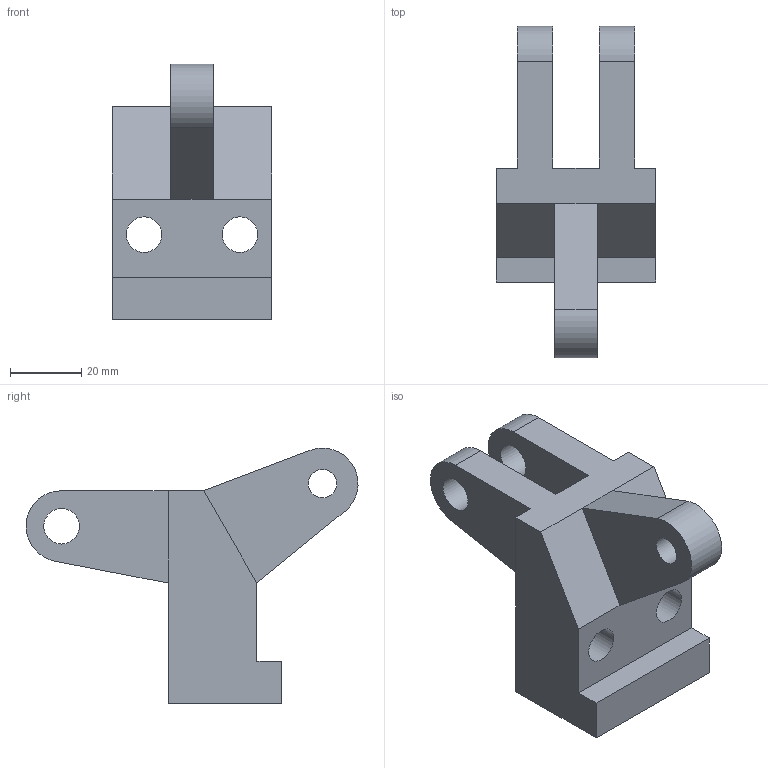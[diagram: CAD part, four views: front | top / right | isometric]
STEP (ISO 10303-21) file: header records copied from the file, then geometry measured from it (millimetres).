
FILE_DESCRIPTION(/* description */ (''),/* implementation_level */ '2;1');
FILE_NAME(/* name */ 'Kaufmann_Bielefeld_Modeling Practice Drawings 123.stp',/* time_stamp */ '2024-01-26T11:53:49+01:00',/* author */ (''),/* organization */ (''),/* preprocessor_version */ 'ST-DEVELOPER v19.4',/* originating_system */ 'SIEMENS PLM Software NX2306.7002',/* authorisation */ '');
FILE_SCHEMA (('AUTOMOTIVE_DESIGN { 1 0 10303 214 3 1 1 1 }'));
Length unit declared in the file: millimetre
Products named in the file (1): Kaufmann_Bielefeld_Modeling Practice Drawings 123
Bounding box: 45 x 93.47 x 72 mm (x, y, z)
Volume: 84347.6 mm3; surface area: 19625.9 mm2
Topology: 1 solids, 1 shells, 30 faces, 84 edges, 56 vertices
Faces by surface type: plane 22, cylinder 8
Full cylindrical faces by diameter (mm): 8 x1, 10 x4
Entity records: 947 total; most frequent: CARTESIAN_POINT 158, DIRECTION 153, ORIENTED_EDGE 150, EDGE_CURVE 75, LINE 59, VECTOR 59, VERTEX_POINT 52, AXIS2_PLACEMENT_3D 47
